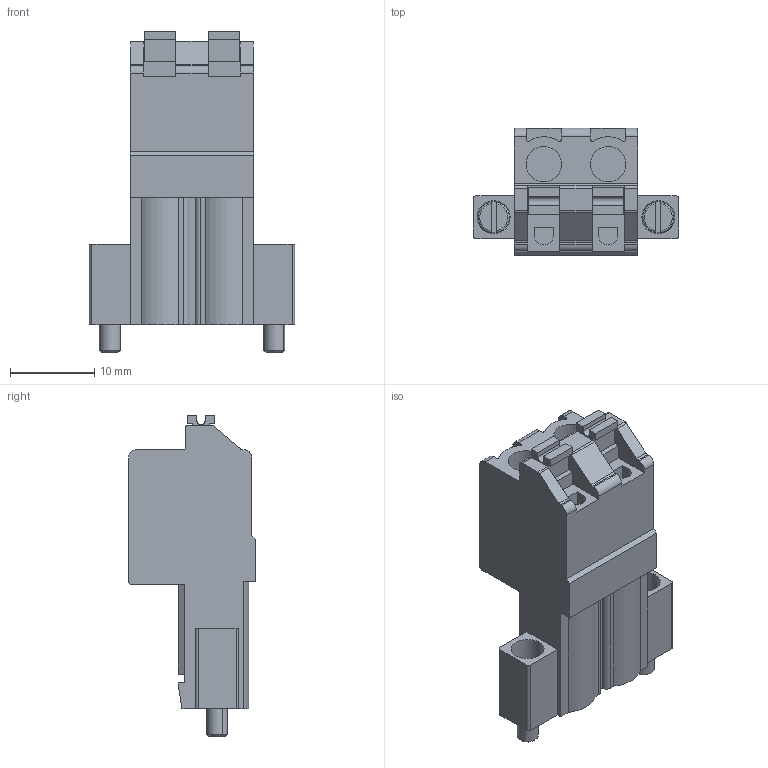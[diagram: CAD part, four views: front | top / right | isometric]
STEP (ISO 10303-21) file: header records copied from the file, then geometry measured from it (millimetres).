
FILE_DESCRIPTION(('CATIA V5 STEP Exchange','CAx-IF Rec.Pracs.--- Model Styling and Organization---1.2---2011-12-15'),'2;1');
FILE_NAME ('D1447605_0_1043670000_1043670000.stp','2018-11-20T05:19:09+00:00',('none'),('Weidmueller'),'CATIA Version 5-6 Release 2014','CATIA V5 STEP AP214','none');
FILE_SCHEMA(('AUTOMOTIVE_DESIGN { 1 0 10303 214 1 1 1 1 }'));
Length unit declared in the file: millimetre
Products named in the file (1): 1043670000
Bounding box: 24.3 x 15.05 x 38.03 mm (x, y, z)
Volume: 4392.4 mm3; surface area: 4178.2 mm2
Topology: 7 solids, 7 shells, 318 faces, 838 edges, 550 vertices
Faces by surface type: plane 217, cylinder 77, torus 20, cone 4
Entity records: 9002 total; most frequent: ORIENTED_EDGE 1676, CARTESIAN_POINT 1612, DIRECTION 1212, EDGE_CURVE 838, VECTOR 626, LINE 626, VERTEX_POINT 550, AXIS2_PLACEMENT_3D 396
